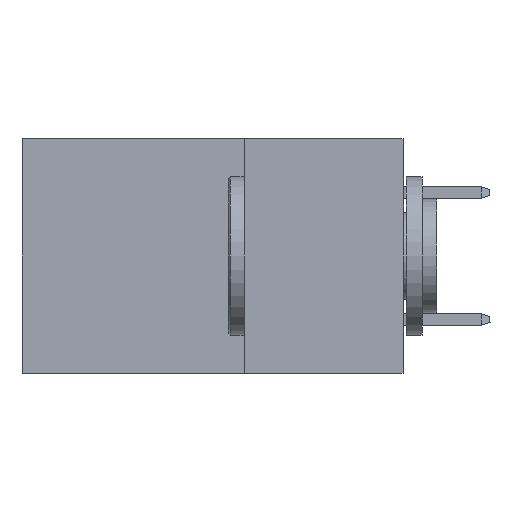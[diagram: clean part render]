
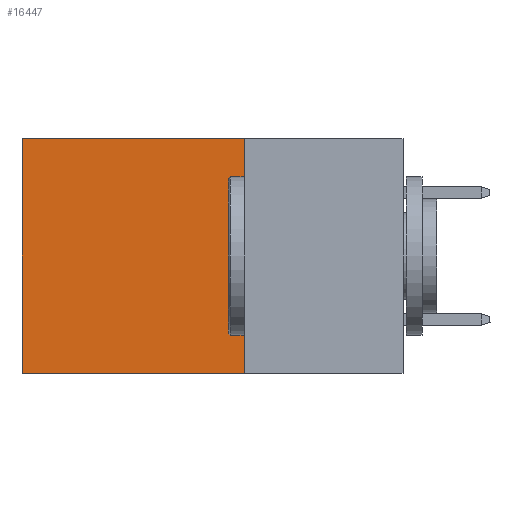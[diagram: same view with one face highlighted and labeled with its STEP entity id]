
A CAD part, left-side view. The second image highlights one B-rep face of the part: STEP entity #16447.
In plain terms, the highlighted planar face has unit normal (-1, 0, 0).
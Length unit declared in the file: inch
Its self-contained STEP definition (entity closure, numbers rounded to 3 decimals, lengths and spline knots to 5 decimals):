
#139 = EDGE_CURVE ( 'NONE', #4865, #23801, #11765, .T. ) ;
#2506 = CARTESIAN_POINT ( 'NONE',  ( 0.2875, 0.6, 0. ) ) ;
#2525 = EDGE_LOOP ( 'NONE', ( #13142, #17968, #6632, #16952 ) ) ;
#2637 = EDGE_CURVE ( 'NONE', #23801, #5916, #8168, .T. ) ;
#3404 = CARTESIAN_POINT ( 'NONE',  ( 0.2875, 0.6, 0. ) ) ;
#4195 = VECTOR ( 'NONE', #5161, 39.37008 ) ;
#4865 = VERTEX_POINT ( 'NONE', #27403 ) ;
#5161 = DIRECTION ( 'NONE',  ( 0., 1., 0. ) ) ;
#5916 = VERTEX_POINT ( 'NONE', #27342 ) ;
#6632 = ORIENTED_EDGE ( 'NONE', *, *, #22845, .F. ) ;
#8168 = LINE ( 'NONE', #3404, #14634 ) ;
#8537 = VECTOR ( 'NONE', #22023, 39.37008 ) ;
#9158 = DIRECTION ( 'NONE',  ( 0., 0., -1. ) ) ;
#9449 = LINE ( 'NONE', #23982, #8537 ) ;
#11343 = CARTESIAN_POINT ( 'NONE',  ( 0.2875, 0.25, 0. ) ) ;
#11765 = LINE ( 'NONE', #11343, #4195 ) ;
#12447 = VERTEX_POINT ( 'NONE', #25055 ) ;
#12490 = CARTESIAN_POINT ( 'NONE',  ( 0.2875, 0.25, 0. ) ) ;
#12914 = PLANE ( 'NONE',  #19277 ) ;
#13142 = ORIENTED_EDGE ( 'NONE', *, *, #2637, .T. ) ;
#14634 = VECTOR ( 'NONE', #24969, 39.37008 ) ;
#15440 = VECTOR ( 'NONE', #9158, 39.37008 ) ;
#15938 = LINE ( 'NONE', #26525, #15440 ) ;
#16447 = ADVANCED_FACE ( 'NONE', ( #19539 ), #12914, .F. ) ;
#16952 = ORIENTED_EDGE ( 'NONE', *, *, #139, .T. ) ;
#17968 = ORIENTED_EDGE ( 'NONE', *, *, #20122, .F. ) ;
#19277 = AXIS2_PLACEMENT_3D ( 'NONE', #12490, #21224, #19404 ) ;
#19404 = DIRECTION ( 'NONE',  ( 0., 0., -1. ) ) ;
#19539 = FACE_OUTER_BOUND ( 'NONE', #2525, .T. ) ;
#20122 = EDGE_CURVE ( 'NONE', #12447, #5916, #9449, .T. ) ;
#21224 = DIRECTION ( 'NONE',  ( 1., 0., 0. ) ) ;
#22023 = DIRECTION ( 'NONE',  ( 0., 1., 0. ) ) ;
#22845 = EDGE_CURVE ( 'NONE', #4865, #12447, #15938, .T. ) ;
#23801 = VERTEX_POINT ( 'NONE', #2506 ) ;
#23982 = CARTESIAN_POINT ( 'NONE',  ( 0.2875, 0.25, -0.37 ) ) ;
#24969 = DIRECTION ( 'NONE',  ( 0., 0., -1. ) ) ;
#25055 = CARTESIAN_POINT ( 'NONE',  ( 0.2875, 0.25, -0.37 ) ) ;
#26525 = CARTESIAN_POINT ( 'NONE',  ( 0.2875, 0.25, 0. ) ) ;
#27342 = CARTESIAN_POINT ( 'NONE',  ( 0.2875, 0.6, -0.37 ) ) ;
#27403 = CARTESIAN_POINT ( 'NONE',  ( 0.2875, 0.25, 0. ) ) ;
